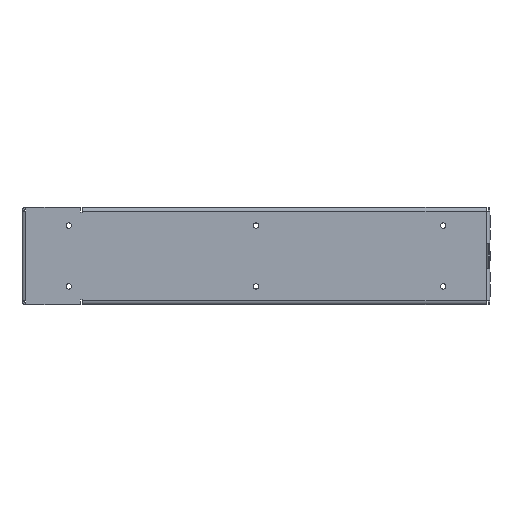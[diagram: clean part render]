
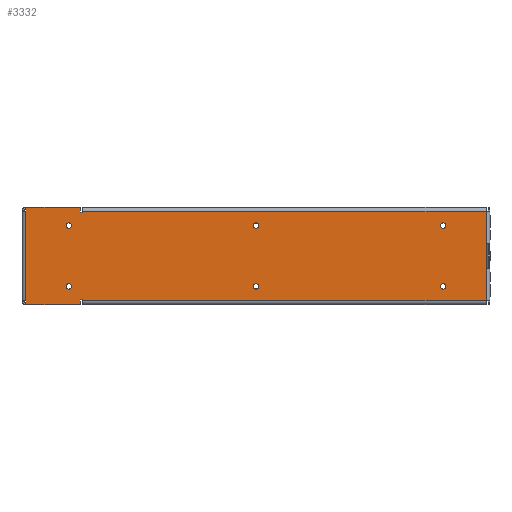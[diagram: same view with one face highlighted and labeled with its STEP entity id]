
A CAD part, left-side view. The second image highlights one B-rep face of the part: STEP entity #3332.
In plain terms, the highlighted planar face has unit normal (-1, 0, 0).
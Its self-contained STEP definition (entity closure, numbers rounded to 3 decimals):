
#96=PLANE('',#3622);
#295=LINE('',#5227,#587);
#311=LINE('',#5268,#603);
#359=LINE('',#5386,#651);
#362=LINE('',#5393,#654);
#366=LINE('',#5400,#658);
#368=LINE('',#5415,#660);
#369=LINE('',#5417,#661);
#370=LINE('',#5419,#662);
#371=LINE('',#5421,#663);
#372=LINE('',#5423,#664);
#373=LINE('',#5425,#665);
#374=LINE('',#5427,#666);
#375=LINE('',#5429,#667);
#376=LINE('',#5430,#668);
#587=VECTOR('',#4227,332.3);
#603=VECTOR('',#4269,332.3);
#651=VECTOR('',#4391,0.794);
#654=VECTOR('',#4396,3.969);
#658=VECTOR('',#4402,1.588);
#660=VECTOR('',#4418,73.65);
#661=VECTOR('',#4419,0.794);
#662=VECTOR('',#4420,1.588);
#663=VECTOR('',#4421,3.969);
#664=VECTOR('',#4422,44.763);
#665=VECTOR('',#4423,3.175);
#666=VECTOR('',#4424,73.65);
#667=VECTOR('',#4425,3.175);
#668=VECTOR('',#4426,44.763);
#794=FACE_BOUND('',#1238,.T.);
#795=FACE_BOUND('',#1239,.T.);
#796=FACE_BOUND('',#1240,.T.);
#797=FACE_BOUND('',#1241,.T.);
#798=FACE_BOUND('',#1242,.T.);
#799=FACE_BOUND('',#1243,.T.);
#800=FACE_BOUND('',#1244,.T.);
#1238=EDGE_LOOP('',(#2794));
#1239=EDGE_LOOP('',(#2795));
#1240=EDGE_LOOP('',(#2796));
#1241=EDGE_LOOP('',(#2797));
#1242=EDGE_LOOP('',(#2798));
#1243=EDGE_LOOP('',(#2799));
#1244=EDGE_LOOP('',(#2800,#2801,#2802,#2803,#2804,#2805,#2806,#2807,#2808,
#2809,#2810,#2811,#2812,#2813));
#1486=CIRCLE('',#3623,2.25);
#1487=CIRCLE('',#3624,2.25);
#1488=CIRCLE('',#3625,2.25);
#1489=CIRCLE('',#3626,2.25);
#1490=CIRCLE('',#3627,2.25);
#1491=CIRCLE('',#3628,2.25);
#1720=VERTEX_POINT('',#5224);
#1721=VERTEX_POINT('',#5226);
#1732=VERTEX_POINT('',#5265);
#1733=VERTEX_POINT('',#5267);
#1766=VERTEX_POINT('',#5385);
#1768=VERTEX_POINT('',#5391);
#1769=VERTEX_POINT('',#5392);
#1772=VERTEX_POINT('',#5403);
#1773=VERTEX_POINT('',#5405);
#1774=VERTEX_POINT('',#5407);
#1775=VERTEX_POINT('',#5409);
#1776=VERTEX_POINT('',#5411);
#1777=VERTEX_POINT('',#5413);
#1778=VERTEX_POINT('',#5416);
#1779=VERTEX_POINT('',#5418);
#1780=VERTEX_POINT('',#5420);
#1781=VERTEX_POINT('',#5422);
#1782=VERTEX_POINT('',#5424);
#1783=VERTEX_POINT('',#5426);
#1784=VERTEX_POINT('',#5428);
#2062=EDGE_CURVE('',#1721,#1720,#295,.T.);
#2082=EDGE_CURVE('',#1733,#1732,#311,.T.);
#2143=EDGE_CURVE('',#1766,#1721,#359,.T.);
#2146=EDGE_CURVE('',#1768,#1769,#362,.T.);
#2150=EDGE_CURVE('',#1769,#1766,#366,.T.);
#2152=EDGE_CURVE('',#1772,#1772,#1486,.T.);
#2153=EDGE_CURVE('',#1773,#1773,#1487,.T.);
#2154=EDGE_CURVE('',#1774,#1774,#1488,.T.);
#2155=EDGE_CURVE('',#1775,#1775,#1489,.T.);
#2156=EDGE_CURVE('',#1776,#1776,#1490,.T.);
#2157=EDGE_CURVE('',#1777,#1777,#1491,.T.);
#2158=EDGE_CURVE('',#1720,#1733,#368,.T.);
#2159=EDGE_CURVE('',#1732,#1778,#369,.T.);
#2160=EDGE_CURVE('',#1778,#1779,#370,.T.);
#2161=EDGE_CURVE('',#1779,#1780,#371,.T.);
#2162=EDGE_CURVE('',#1781,#1780,#372,.T.);
#2163=EDGE_CURVE('',#1781,#1782,#373,.T.);
#2164=EDGE_CURVE('',#1782,#1783,#374,.T.);
#2165=EDGE_CURVE('',#1783,#1784,#375,.T.);
#2166=EDGE_CURVE('',#1768,#1784,#376,.T.);
#2794=ORIENTED_EDGE('',*,*,#2152,.T.);
#2795=ORIENTED_EDGE('',*,*,#2153,.T.);
#2796=ORIENTED_EDGE('',*,*,#2154,.T.);
#2797=ORIENTED_EDGE('',*,*,#2155,.T.);
#2798=ORIENTED_EDGE('',*,*,#2156,.T.);
#2799=ORIENTED_EDGE('',*,*,#2157,.T.);
#2800=ORIENTED_EDGE('',*,*,#2146,.T.);
#2801=ORIENTED_EDGE('',*,*,#2150,.T.);
#2802=ORIENTED_EDGE('',*,*,#2143,.T.);
#2803=ORIENTED_EDGE('',*,*,#2062,.T.);
#2804=ORIENTED_EDGE('',*,*,#2158,.T.);
#2805=ORIENTED_EDGE('',*,*,#2082,.T.);
#2806=ORIENTED_EDGE('',*,*,#2159,.T.);
#2807=ORIENTED_EDGE('',*,*,#2160,.T.);
#2808=ORIENTED_EDGE('',*,*,#2161,.T.);
#2809=ORIENTED_EDGE('',*,*,#2162,.F.);
#2810=ORIENTED_EDGE('',*,*,#2163,.T.);
#2811=ORIENTED_EDGE('',*,*,#2164,.T.);
#2812=ORIENTED_EDGE('',*,*,#2165,.T.);
#2813=ORIENTED_EDGE('',*,*,#2166,.F.);
#3332=ADVANCED_FACE('',(#794,#795,#796,#797,#798,#799,#800),#96,.T.);
#3622=AXIS2_PLACEMENT_3D('',#5402,#4404,#4405);
#3623=AXIS2_PLACEMENT_3D('',#5404,#4406,#4407);
#3624=AXIS2_PLACEMENT_3D('',#5406,#4408,#4409);
#3625=AXIS2_PLACEMENT_3D('',#5408,#4410,#4411);
#3626=AXIS2_PLACEMENT_3D('',#5410,#4412,#4413);
#3627=AXIS2_PLACEMENT_3D('',#5412,#4414,#4415);
#3628=AXIS2_PLACEMENT_3D('',#5414,#4416,#4417);
#4227=DIRECTION('',(0.,-1.,0.));
#4269=DIRECTION('',(0.,1.,0.));
#4391=DIRECTION('',(0.,0.,-1.));
#4396=DIRECTION('',(0.,0.,1.));
#4402=DIRECTION('',(0.,-1.,0.));
#4404=DIRECTION('center_axis',(-1.,0.,0.));
#4405=DIRECTION('ref_axis',(0.,0.,1.));
#4406=DIRECTION('center_axis',(1.,0.,0.));
#4407=DIRECTION('ref_axis',(0.,0.,
1.));
#4408=DIRECTION('center_axis',(1.,0.,0.));
#4409=DIRECTION('ref_axis',(0.,0.,
1.));
#4410=DIRECTION('center_axis',(1.,0.,0.));
#4411=DIRECTION('ref_axis',(0.,0.,
1.));
#4412=DIRECTION('center_axis',(1.,0.,0.));
#4413=DIRECTION('ref_axis',(0.,0.,
1.));
#4414=DIRECTION('center_axis',(1.,0.,0.));
#4415=DIRECTION('ref_axis',(0.,0.,
1.));
#4416=DIRECTION('center_axis',(1.,0.,0.));
#4417=DIRECTION('ref_axis',(0.,0.,
1.));
#4418=DIRECTION('',(0.,0.,1.));
#4419=DIRECTION('',(0.,0.,-1.));
#4420=DIRECTION('',(0.,1.,0.));
#4421=DIRECTION('',(0.,0.,1.));
#4422=DIRECTION('',(0.,-1.,0.));
#4423=DIRECTION('',(0.,0.,-1.));
#4424=DIRECTION('',(0.,0.,-1.));
#4425=DIRECTION('',(0.,0.,-1.));
#4426=DIRECTION('',(0.,1.,0.));
#5224=CARTESIAN_POINT('',(-175.,-380.238,-36.825));
#5226=CARTESIAN_POINT('',(-175.,-47.938,-36.825));
#5227=CARTESIAN_POINT('',(-175.,-119.321,-36.825));
#5265=CARTESIAN_POINT('',(-175.,-47.938,36.825));
#5267=CARTESIAN_POINT('',(-175.,-380.238,36.825));
#5268=CARTESIAN_POINT('',(-175.,-285.471,36.825));
#5385=CARTESIAN_POINT('',(-175.,-47.938,-36.031));
#5386=CARTESIAN_POINT('',(-175.,-47.938,-18.016));
#5391=CARTESIAN_POINT('',(-175.,-46.35,-40.));
#5392=CARTESIAN_POINT('',(-175.,-46.35,-36.031));
#5393=CARTESIAN_POINT('',(-175.,-46.35,-20.));
#5400=CARTESIAN_POINT('',(-175.,-118.527,-36.031));
#5402=CARTESIAN_POINT('Origin',(-175.,-190.705,0.));
#5403=CARTESIAN_POINT('',(-175.,-190.913,-27.25));
#5404=CARTESIAN_POINT('Origin',(-175.,-190.913,-25.));
#5405=CARTESIAN_POINT('',(-175.,-36.913,-27.25));
#5406=CARTESIAN_POINT('Origin',(-175.,-36.913,-25.));
#5407=CARTESIAN_POINT('',(-175.,-344.913,-27.25));
#5408=CARTESIAN_POINT('Origin',(-175.,-344.913,-25.));
#5409=CARTESIAN_POINT('',(-175.,-344.913,22.75));
#5410=CARTESIAN_POINT('Origin',(-175.,-344.913,25.));
#5411=CARTESIAN_POINT('',(-175.,-36.913,22.75));
#5412=CARTESIAN_POINT('Origin',(-175.,-36.913,25.));
#5413=CARTESIAN_POINT('',(-175.,-190.913,22.75));
#5414=CARTESIAN_POINT('Origin',(-175.,-190.913,25.));
#5415=CARTESIAN_POINT('',(-175.,-380.238,-20.));
#5416=CARTESIAN_POINT('',(-175.,-47.938,36.031));
#5417=CARTESIAN_POINT('',(-175.,-47.938,20.));
#5418=CARTESIAN_POINT('',(-175.,-46.35,36.031));
#5419=CARTESIAN_POINT('',(-175.,-119.321,36.031));
#5420=CARTESIAN_POINT('',(-175.,-46.35,40.));
#5421=CARTESIAN_POINT('',(-175.,-46.35,18.016));
#5422=CARTESIAN_POINT('',(-175.,-1.588,40.));
#5423=CARTESIAN_POINT('',(-175.,-1.588,40.));
#5424=CARTESIAN_POINT('',(-175.,-1.588,36.825));
#5425=CARTESIAN_POINT('',(-175.,-1.588,0.));
#5426=CARTESIAN_POINT('',(-175.,-1.588,-36.825));
#5427=CARTESIAN_POINT('',(-175.,-1.588,0.));
#5428=CARTESIAN_POINT('',(-175.,-1.588,-40.));
#5429=CARTESIAN_POINT('',(-175.,-1.588,0.));
#5430=CARTESIAN_POINT('',(-175.,5.594,-40.));
